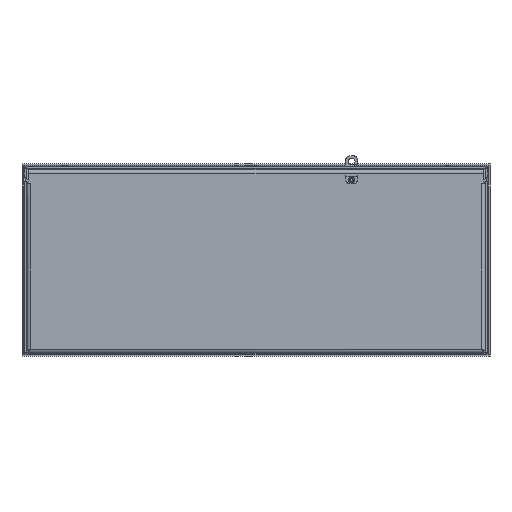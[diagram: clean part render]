
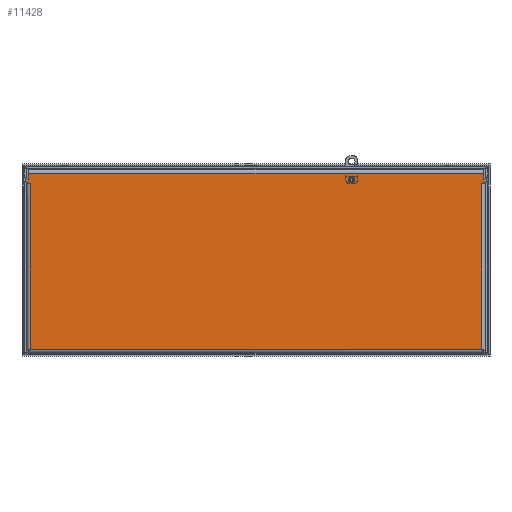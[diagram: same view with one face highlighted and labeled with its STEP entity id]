
A CAD part, front view. The second image highlights one B-rep face of the part: STEP entity #11428.
In plain terms, the highlighted planar face has unit normal (0, -1, 0).
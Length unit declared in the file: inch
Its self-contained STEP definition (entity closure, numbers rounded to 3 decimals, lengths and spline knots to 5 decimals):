
#264 = LINE ( 'NONE', #21231, #17127 ) ;
#378 = LINE ( 'NONE', #9224, #14912 ) ;
#425 = EDGE_LOOP ( 'NONE', ( #10748, #4904, #17289, #19655, #10156, #590, #9205, #11850, #12712, #11609, #7208, #6107, #20610, #889 ) ) ;
#481 = VERTEX_POINT ( 'NONE', #4308 ) ;
#590 = ORIENTED_EDGE ( 'NONE', *, *, #4135, .T. ) ;
#675 = AXIS2_PLACEMENT_3D ( 'NONE', #21670, #11508, #1443 ) ;
#889 = ORIENTED_EDGE ( 'NONE', *, *, #10871, .T. ) ;
#1201 = DIRECTION ( 'NONE',  ( 0., 1., 0. ) ) ;
#1337 = CARTESIAN_POINT ( 'NONE',  ( -14.84438, -15., 7.12162 ) ) ;
#1443 = DIRECTION ( 'NONE',  ( 1., 0., 0. ) ) ;
#1516 = EDGE_CURVE ( 'NONE', #20218, #14520, #14598, .T. ) ;
#1649 = DIRECTION ( 'NONE',  ( 0., 0., 1. ) ) ;
#2472 = CARTESIAN_POINT ( 'NONE',  ( -7.36978, -15., 9.18412 ) ) ;
#2620 = CARTESIAN_POINT ( 'NONE',  ( 14.98426, -15., 9.18432 ) ) ;
#2682 = CARTESIAN_POINT ( 'NONE',  ( 14.20739, -15., 10.5299 ) ) ;
#2988 = FACE_OUTER_BOUND ( 'NONE', #425, .T. ) ;
#3180 = CARTESIAN_POINT ( 'NONE',  ( -14.13739, -15., 10.65114 ) ) ;
#3582 = VERTEX_POINT ( 'NONE', #19071 ) ;
#4008 = CARTESIAN_POINT ( 'NONE',  ( -14.84437, -15., 9.42661 ) ) ;
#4135 = EDGE_CURVE ( 'NONE', #18576, #13931, #21822, .T. ) ;
#4308 = CARTESIAN_POINT ( 'NONE',  ( 6.3505, -15., 9.42387 ) ) ;
#4887 = DIRECTION ( 'NONE',  ( -0.5, 0., -0.866 ) ) ;
#4904 = ORIENTED_EDGE ( 'NONE', *, *, #7491, .T. ) ;
#5064 = DIRECTION ( 'NONE',  ( 1., 0., 0. ) ) ;
#5337 = EDGE_CURVE ( 'NONE', #17564, #13246, #16780, .T. ) ;
#5524 = CARTESIAN_POINT ( 'NONE',  ( 14.84437, -15., 9.877 ) ) ;
#5536 = VECTOR ( 'NONE', #20118, 39.37008 ) ;
#5725 = DIRECTION ( 'NONE',  ( 0., 0., 1. ) ) ;
#5761 = VERTEX_POINT ( 'NONE', #14840 ) ;
#5831 = LINE ( 'NONE', #21569, #5536 ) ;
#5965 = EDGE_CURVE ( 'NONE', #7272, #17564, #11162, .T. ) ;
#6080 = DIRECTION ( 'NONE',  ( -0.5, 0., 0.866 ) ) ;
#6107 = ORIENTED_EDGE ( 'NONE', *, *, #1516, .T. ) ;
#6251 = CARTESIAN_POINT ( 'NONE',  ( -14.73955, -15., 6.65297 ) ) ;
#6386 = CARTESIAN_POINT ( 'NONE',  ( -7.49213, -15., 9.18432 ) ) ;
#6413 = VECTOR ( 'NONE', #11674, 39.37008 ) ;
#6731 = VECTOR ( 'NONE', #4887, 39.37008 ) ;
#6941 = LINE ( 'NONE', #16622, #6413 ) ;
#7122 = VECTOR ( 'NONE', #13861, 39.37008 ) ;
#7208 = ORIENTED_EDGE ( 'NONE', *, *, #17550, .T. ) ;
#7272 = VERTEX_POINT ( 'NONE', #4008 ) ;
#7277 = EDGE_CURVE ( 'NONE', #13931, #3582, #9977, .T. ) ;
#7491 = EDGE_CURVE ( 'NONE', #18530, #7272, #12297, .T. ) ;
#7566 = CARTESIAN_POINT ( 'NONE',  ( -14.98426, -15., 9.18432 ) ) ;
#7883 = EDGE_CURVE ( 'NONE', #11439, #5761, #378, .T. ) ;
#7886 = DIRECTION ( 'NONE',  ( 0., 0., -1. ) ) ;
#7974 = FACE_BOUND ( 'NONE', #21780, .T. ) ;
#8027 = ORIENTED_EDGE ( 'NONE', *, *, #10348, .T. ) ;
#8322 = CARTESIAN_POINT ( 'NONE',  ( 14.84438, -15., 6.77412 ) ) ;
#8658 = CARTESIAN_POINT ( 'NONE',  ( -14.73975, -15., 9.18412 ) ) ;
#8901 = CARTESIAN_POINT ( 'NONE',  ( -14.73975, -15., 6.65287 ) ) ;
#9205 = ORIENTED_EDGE ( 'NONE', *, *, #7277, .T. ) ;
#9224 = CARTESIAN_POINT ( 'NONE',  ( 14.73975, -15., 1.24393 ) ) ;
#9665 = VECTOR ( 'NONE', #13006, 39.37008 ) ;
#9846 = CARTESIAN_POINT ( 'NONE',  ( 0., -15., 4.12162 ) ) ;
#9977 = LINE ( 'NONE', #8901, #7122 ) ;
#10153 = CARTESIAN_POINT ( 'NONE',  ( 7.36978, -15., 9.18432 ) ) ;
#10156 = ORIENTED_EDGE ( 'NONE', *, *, #10161, .T. ) ;
#10161 = EDGE_CURVE ( 'NONE', #13246, #18576, #10185, .T. ) ;
#10185 = LINE ( 'NONE', #6251, #9665 ) ;
#10348 = EDGE_CURVE ( 'NONE', #481, #481, #15775, .T. ) ;
#10591 = DIRECTION ( 'NONE',  ( -1., 0., 0. ) ) ;
#10706 = CARTESIAN_POINT ( 'NONE',  ( 14.73955, -15., 9.18432 ) ) ;
#10732 = EDGE_CURVE ( 'NONE', #14520, #21059, #21285, .T. ) ;
#10748 = ORIENTED_EDGE ( 'NONE', *, *, #21459, .T. ) ;
#10871 = EDGE_CURVE ( 'NONE', #21059, #21924, #19913, .T. ) ;
#11162 = LINE ( 'NONE', #3180, #6731 ) ;
#11428 = ADVANCED_FACE ( 'NONE', ( #2988, #7974 ), #13136, .F. ) ;
#11439 = VERTEX_POINT ( 'NONE', #12988 ) ;
#11508 = DIRECTION ( 'NONE',  ( 0., 1., 0. ) ) ;
#11609 = ORIENTED_EDGE ( 'NONE', *, *, #17274, .T. ) ;
#11674 = DIRECTION ( 'NONE',  ( 1., 0., 0. ) ) ;
#11850 = ORIENTED_EDGE ( 'NONE', *, *, #15912, .T. ) ;
#12295 = VECTOR ( 'NONE', #18264, 39.37008 ) ;
#12297 = LINE ( 'NONE', #1337, #19150 ) ;
#12313 = CARTESIAN_POINT ( 'NONE',  ( -14.73955, -15., 9.18412 ) ) ;
#12712 = ORIENTED_EDGE ( 'NONE', *, *, #7883, .T. ) ;
#12725 = VERTEX_POINT ( 'NONE', #19591 ) ;
#12988 = CARTESIAN_POINT ( 'NONE',  ( 14.73975, -15., -1.63375 ) ) ;
#12991 = VECTOR ( 'NONE', #5064, 39.37008 ) ;
#13006 = DIRECTION ( 'NONE',  ( 0., 0., -1. ) ) ;
#13080 = VECTOR ( 'NONE', #1649, 39.37008 ) ;
#13136 = PLANE ( 'NONE',  #19656 ) ;
#13246 = VERTEX_POINT ( 'NONE', #21614 ) ;
#13861 = DIRECTION ( 'NONE',  ( 0., 0., -1. ) ) ;
#13931 = VERTEX_POINT ( 'NONE', #8658 ) ;
#13962 = VECTOR ( 'NONE', #19463, 39.37008 ) ;
#14018 = CARTESIAN_POINT ( 'NONE',  ( -14.84437, -15., 9.877 ) ) ;
#14243 = LINE ( 'NONE', #17978, #13962 ) ;
#14520 = VERTEX_POINT ( 'NONE', #2620 ) ;
#14598 = LINE ( 'NONE', #10153, #12991 ) ;
#14840 = CARTESIAN_POINT ( 'NONE',  ( 14.73975, -15., 9.18412 ) ) ;
#14883 = CARTESIAN_POINT ( 'NONE',  ( 14.84437, -15., 9.42661 ) ) ;
#14912 = VECTOR ( 'NONE', #15969, 39.37008 ) ;
#14949 = VECTOR ( 'NONE', #10591, 39.37008 ) ;
#15775 = CIRCLE ( 'NONE', #675, 0.1005 ) ;
#15912 = EDGE_CURVE ( 'NONE', #3582, #11439, #6941, .T. ) ;
#15969 = DIRECTION ( 'NONE',  ( 0., 0., 1. ) ) ;
#16622 = CARTESIAN_POINT ( 'NONE',  ( -7.36988, -15., -1.63375 ) ) ;
#16780 = LINE ( 'NONE', #6386, #12295 ) ;
#17127 = VECTOR ( 'NONE', #5725, 39.37008 ) ;
#17274 = EDGE_CURVE ( 'NONE', #5761, #12725, #5831, .T. ) ;
#17289 = ORIENTED_EDGE ( 'NONE', *, *, #5965, .T. ) ;
#17550 = EDGE_CURVE ( 'NONE', #12725, #20218, #264, .T. ) ;
#17564 = VERTEX_POINT ( 'NONE', #7566 ) ;
#17978 = CARTESIAN_POINT ( 'NONE',  ( 7.42219, -15., 9.877 ) ) ;
#18046 = DIRECTION ( 'NONE',  ( 1., 0., 0. ) ) ;
#18264 = DIRECTION ( 'NONE',  ( 1., 0., 0. ) ) ;
#18530 = VERTEX_POINT ( 'NONE', #14018 ) ;
#18576 = VERTEX_POINT ( 'NONE', #12313 ) ;
#19071 = CARTESIAN_POINT ( 'NONE',  ( -14.73975, -15., -1.63375 ) ) ;
#19150 = VECTOR ( 'NONE', #7886, 39.37008 ) ;
#19463 = DIRECTION ( 'NONE',  ( -1., 0., 0. ) ) ;
#19591 = CARTESIAN_POINT ( 'NONE',  ( 14.73955, -15., 9.18412 ) ) ;
#19655 = ORIENTED_EDGE ( 'NONE', *, *, #5337, .T. ) ;
#19656 = AXIS2_PLACEMENT_3D ( 'NONE', #9846, #1201, #18046 ) ;
#19913 = LINE ( 'NONE', #8322, #13080 ) ;
#20118 = DIRECTION ( 'NONE',  ( -1., 0., 0. ) ) ;
#20218 = VERTEX_POINT ( 'NONE', #10706 ) ;
#20610 = ORIENTED_EDGE ( 'NONE', *, *, #10732, .T. ) ;
#21059 = VERTEX_POINT ( 'NONE', #14883 ) ;
#21231 = CARTESIAN_POINT ( 'NONE',  ( 14.73955, -15., 6.65287 ) ) ;
#21285 = LINE ( 'NONE', #2682, #21832 ) ;
#21459 = EDGE_CURVE ( 'NONE', #21924, #18530, #14243, .T. ) ;
#21569 = CARTESIAN_POINT ( 'NONE',  ( 7.49219, -15., 9.18412 ) ) ;
#21614 = CARTESIAN_POINT ( 'NONE',  ( -14.73955, -15., 9.18432 ) ) ;
#21670 = CARTESIAN_POINT ( 'NONE',  ( 6.25, -15., 9.42387 ) ) ;
#21780 = EDGE_LOOP ( 'NONE', ( #8027 ) ) ;
#21822 = LINE ( 'NONE', #2472, #14949 ) ;
#21832 = VECTOR ( 'NONE', #6080, 39.37008 ) ;
#21924 = VERTEX_POINT ( 'NONE', #5524 ) ;
